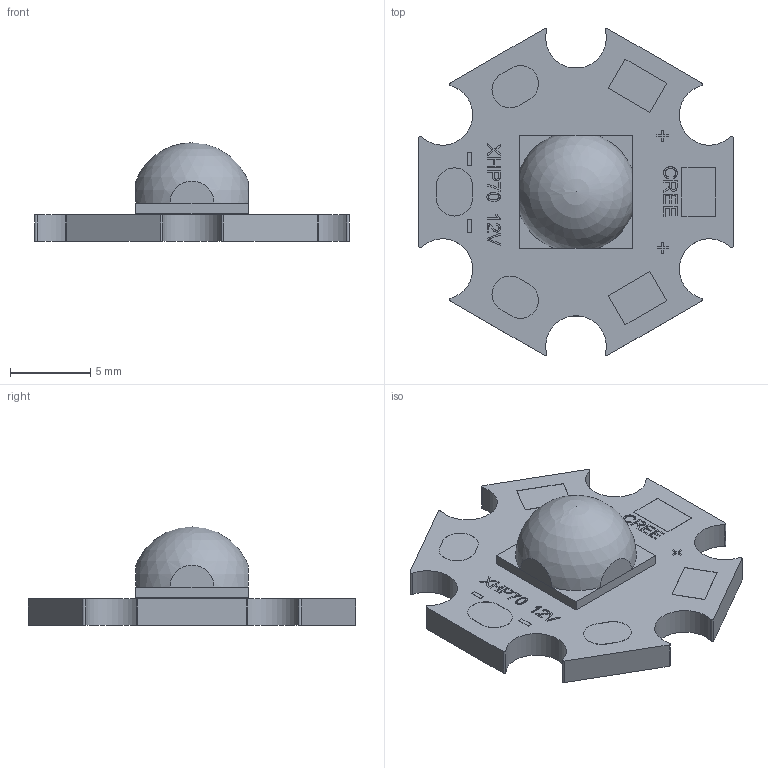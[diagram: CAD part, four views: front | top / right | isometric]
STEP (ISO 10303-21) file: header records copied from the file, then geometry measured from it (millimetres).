
FILE_DESCRIPTION(/* description */ (''),/* implementation_level */ '2;1');
FILE_NAME(/* name */ '20mm Star XHP70.step',/* time_stamp */ '2022-09-11T23:04:46-04:00',/* author */ (''),/* organization */ (''),/* preprocessor_version */ 'ST-DEVELOPER v19',/* originating_system */ 'Autodesk Translation Framework v11.7.0.108',/* authorisation */ '');
FILE_SCHEMA (('AUTOMOTIVE_DESIGN { 1 0 10303 214 3 1 1 }'));
Length unit declared in the file: millimetre
Products named in the file (3): COMBO XHP70; 20mm XHP70 star board v1; XHP70 v1
Assembly tree (2 placements, depth 2):
  COMBO XHP70
    20mm XHP70 star board v1
    XHP70 v1
Bounding box: 19.58 x 20.36 x 6.13 mm (x, y, z)
Volume: 591.1 mm3; surface area: 1083.3 mm2
Topology: 30 solids, 30 shells, 359 faces, 900 edges, 600 vertices
Faces by surface type: plane 233, bspline 101, cylinder 24, sphere 1
Entity records: 11716 total; most frequent: CARTESIAN_POINT 3580, ORIENTED_EDGE 1798, DIRECTION 1281, EDGE_CURVE 899, LINE 639, VECTOR 639, VERTEX_POINT 600, EDGE_LOOP 365
